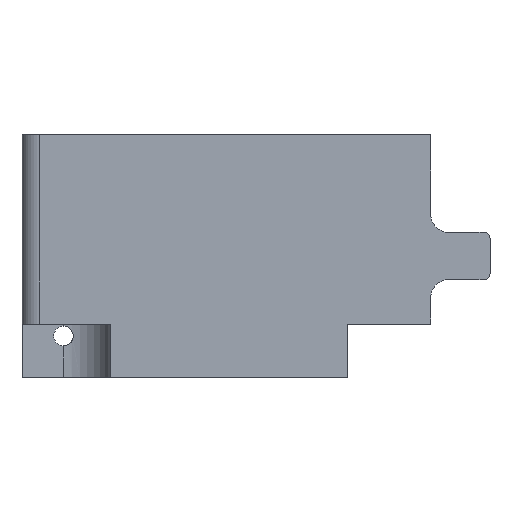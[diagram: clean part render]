
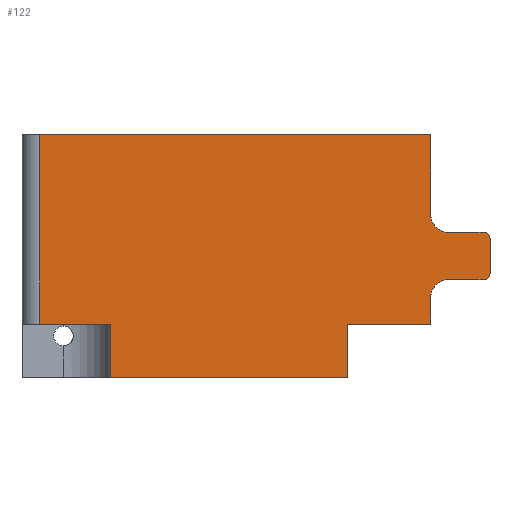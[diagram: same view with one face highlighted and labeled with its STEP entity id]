
A CAD part, left-side view. The second image highlights one B-rep face of the part: STEP entity #122.
In plain terms, the highlighted planar face has unit normal (-1, 0, 0).
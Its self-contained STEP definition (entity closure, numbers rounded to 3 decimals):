
#62=PLANE('',#1100);
#91=FACE_OUTER_BOUND('',#477,.T.);
#122=ADVANCED_FACE('',(#91),#62,.F.);
#199=CIRCLE('',#1096,3.);
#200=CIRCLE('',#1097,1.);
#201=CIRCLE('',#1098,1.);
#202=CIRCLE('',#1099,3.);
#240=LINE('',#1698,#320);
#241=LINE('',#1701,#321);
#242=LINE('',#1703,#322);
#243=LINE('',#1705,#323);
#244=LINE('',#1707,#324);
#245=LINE('',#1709,#325);
#246=LINE('',#1711,#326);
#247=LINE('',#1713,#327);
#248=LINE('',#1717,#328);
#249=LINE('',#1721,#329);
#250=LINE('',#1725,#330);
#251=LINE('',#1729,#331);
#320=VECTOR('',#1219,1.);
#321=VECTOR('',#1220,1.);
#322=VECTOR('',#1221,1.);
#323=VECTOR('',#1222,1.);
#324=VECTOR('',#1223,1.);
#325=VECTOR('',#1224,1.);
#326=VECTOR('',#1225,1.);
#327=VECTOR('',#1226,1.);
#328=VECTOR('',#1229,1.);
#329=VECTOR('',#1232,1.);
#330=VECTOR('',#1235,1.);
#331=VECTOR('',#1238,1.);
#477=EDGE_LOOP('',(#582,#583,#584,#585,#586,#587,#588,#589,#590,#591,#592,
#593,#594,#595,#596,#597));
#582=ORIENTED_EDGE('',*,*,#951,.T.);
#583=ORIENTED_EDGE('',*,*,#952,.T.);
#584=ORIENTED_EDGE('',*,*,#953,.T.);
#585=ORIENTED_EDGE('',*,*,#954,.T.);
#586=ORIENTED_EDGE('',*,*,#955,.F.);
#587=ORIENTED_EDGE('',*,*,#956,.F.);
#588=ORIENTED_EDGE('',*,*,#957,.F.);
#589=ORIENTED_EDGE('',*,*,#958,.F.);
#590=ORIENTED_EDGE('',*,*,#959,.T.);
#591=ORIENTED_EDGE('',*,*,#960,.F.);
#592=ORIENTED_EDGE('',*,*,#961,.T.);
#593=ORIENTED_EDGE('',*,*,#962,.T.);
#594=ORIENTED_EDGE('',*,*,#963,.T.);
#595=ORIENTED_EDGE('',*,*,#964,.T.);
#596=ORIENTED_EDGE('',*,*,#965,.T.);
#597=ORIENTED_EDGE('',*,*,#966,.F.);
#845=VERTEX_POINT('',#1699);
#846=VERTEX_POINT('',#1700);
#847=VERTEX_POINT('',#1702);
#848=VERTEX_POINT('',#1704);
#849=VERTEX_POINT('',#1706);
#850=VERTEX_POINT('',#1708);
#851=VERTEX_POINT('',#1710);
#852=VERTEX_POINT('',#1712);
#853=VERTEX_POINT('',#1714);
#854=VERTEX_POINT('',#1716);
#855=VERTEX_POINT('',#1718);
#856=VERTEX_POINT('',#1720);
#857=VERTEX_POINT('',#1722);
#858=VERTEX_POINT('',#1724);
#859=VERTEX_POINT('',#1726);
#860=VERTEX_POINT('',#1728);
#951=EDGE_CURVE('',#845,#846,#240,.T.);
#952=EDGE_CURVE('',#846,#847,#241,.T.);
#953=EDGE_CURVE('',#847,#848,#242,.T.);
#954=EDGE_CURVE('',#848,#849,#243,.T.);
#955=EDGE_CURVE('',#850,#849,#244,.T.);
#956=EDGE_CURVE('',#851,#850,#245,.T.);
#957=EDGE_CURVE('',#852,#851,#246,.T.);
#958=EDGE_CURVE('',#853,#852,#247,.T.);
#959=EDGE_CURVE('',#853,#854,#199,.T.);
#960=EDGE_CURVE('',#855,#854,#248,.T.);
#961=EDGE_CURVE('',#855,#856,#200,.T.);
#962=EDGE_CURVE('',#856,#857,#249,.T.);
#963=EDGE_CURVE('',#857,#858,#201,.T.);
#964=EDGE_CURVE('',#858,#859,#250,.T.);
#965=EDGE_CURVE('',#859,#860,#202,.T.);
#966=EDGE_CURVE('',#845,#860,#251,.T.);
#1096=AXIS2_PLACEMENT_3D('',#1715,#1227,#1228);
#1097=AXIS2_PLACEMENT_3D('',#1719,#1230,#1231);
#1098=AXIS2_PLACEMENT_3D('',#1723,#1233,#1234);
#1099=AXIS2_PLACEMENT_3D('',#1727,#1236,#1237);
#1100=AXIS2_PLACEMENT_3D('',#1730,#1239,#1240);
#1219=DIRECTION('',(0.,1.,0.));
#1220=DIRECTION('',(0.,0.,-1.));
#1221=DIRECTION('',(0.,-1.,0.));
#1222=DIRECTION('',(0.,0.,-1.));
#1223=DIRECTION('',(0.,1.,0.));
#1224=DIRECTION('',(0.,0.,-1.));
#1225=DIRECTION('',(0.,1.,0.));
#1226=DIRECTION('',(0.,0.,-1.));
#1227=DIRECTION('',(1.,0.,0.));
#1228=DIRECTION('',(0.,0.,-1.));
#1229=DIRECTION('',(0.,1.,0.));
#1230=DIRECTION('',(-1.,0.,0.));
#1231=DIRECTION('',(0.,0.,-1.));
#1232=DIRECTION('',(0.,0.,1.));
#1233=DIRECTION('',(-1.,0.,0.));
#1234=DIRECTION('',(0.,0.,-1.));
#1235=DIRECTION('',(0.,1.,0.));
#1236=DIRECTION('',(1.,0.,0.));
#1237=DIRECTION('',(0.,0.,-1.));
#1238=DIRECTION('',(0.,0.,-1.));
#1239=DIRECTION('',(1.,0.,0.));
#1240=DIRECTION('',(0.,0.,-1.));
#1698=CARTESIAN_POINT('',(-7.,5.5,14.));
#1699=CARTESIAN_POINT('',(-7.,18.,14.));
#1700=CARTESIAN_POINT('',(-7.,84.,14.));
#1701=CARTESIAN_POINT('',(-7.,84.,14.));
#1702=CARTESIAN_POINT('',(-7.,84.,-18.));
#1703=CARTESIAN_POINT('',(-7.,5.5,-18.));
#1704=CARTESIAN_POINT('',(-7.,72.,-18.));
#1705=CARTESIAN_POINT('',(-7.,72.,-18.));
#1706=CARTESIAN_POINT('',(-7.,72.,-27.));
#1707=CARTESIAN_POINT('',(-7.,60.,-27.));
#1708=CARTESIAN_POINT('',(-7.,32.,-27.));
#1709=CARTESIAN_POINT('',(-7.,32.,-18.));
#1710=CARTESIAN_POINT('',(-7.,32.,-18.));
#1711=CARTESIAN_POINT('',(-7.,5.5,-18.));
#1712=CARTESIAN_POINT('',(-7.,18.,-18.));
#1713=CARTESIAN_POINT('',(-7.,18.,14.));
#1714=CARTESIAN_POINT('',(-7.,18.,-13.5));
#1715=CARTESIAN_POINT('',(-7.,15.,-13.5));
#1716=CARTESIAN_POINT('',(-7.,15.,-10.5));
#1717=CARTESIAN_POINT('',(-7.,5.5,-10.5));
#1718=CARTESIAN_POINT('',(-7.,9.,-10.5));
#1719=CARTESIAN_POINT('',(-7.,9.,-9.5));
#1720=CARTESIAN_POINT('',(-7.,8.,-9.5));
#1721=CARTESIAN_POINT('',(-7.,8.,14.));
#1722=CARTESIAN_POINT('',(-7.,8.,-3.5));
#1723=CARTESIAN_POINT('',(-7.,9.,-3.5));
#1724=CARTESIAN_POINT('',(-7.,9.,-2.5));
#1725=CARTESIAN_POINT('',(-7.,13.,-2.5));
#1726=CARTESIAN_POINT('',(-7.,15.,-2.5));
#1727=CARTESIAN_POINT('',(-7.,15.,0.5));
#1728=CARTESIAN_POINT('',(-7.,18.,0.5));
#1729=CARTESIAN_POINT('',(-7.,18.,14.));
#1730=CARTESIAN_POINT('',(-7.,5.5,14.));
